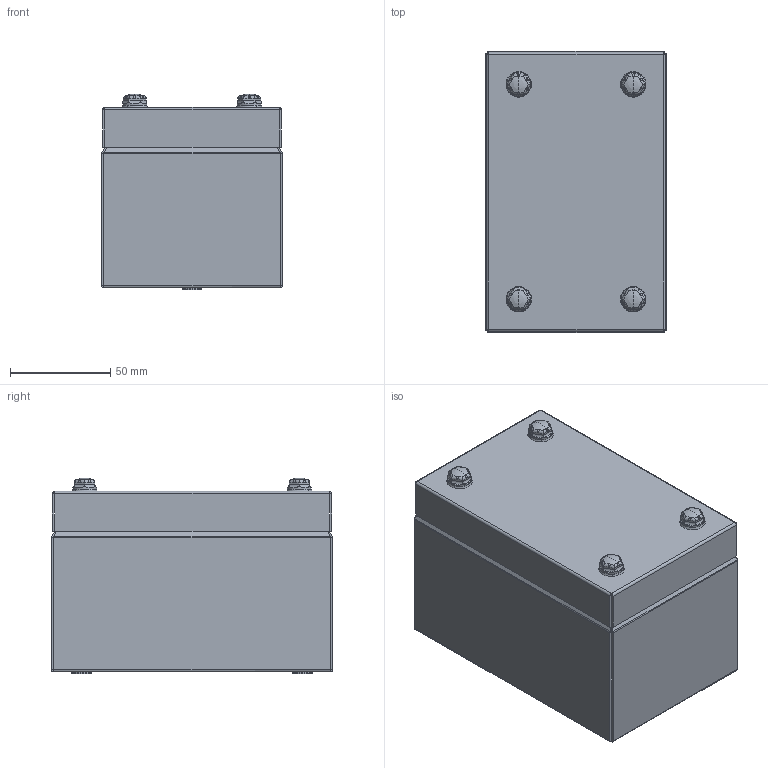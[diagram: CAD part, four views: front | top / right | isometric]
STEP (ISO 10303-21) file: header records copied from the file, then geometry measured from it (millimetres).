
FILE_DESCRIPTION (( 'STEP AP214' ), '1' );
FILE_NAME ('IP-304-T140909_step.stp', '2024-09-13T06:27:23', ( '' ), ( '' ), 'SwSTEP 2.0', 'SolidWorks 2023', '' );
FILE_SCHEMA (( 'AUTOMOTIVE_DESIGN' ));
Length unit declared in the file: millimetre
Products named in the file (1): IP-304-T140909_step
Bounding box: 90 x 140 x 97.6 mm (x, y, z)
Volume: 96609.2 mm3; surface area: 166606.9 mm2
Topology: 35 solids, 35 shells, 1099 faces, 2448 edges, 1446 vertices
Faces by surface type: plane 403, cylinder 290, torus 228, cone 130, bspline 40, sphere 8
Entity records: 38554 total; most frequent: CARTESIAN_POINT 14288, DIRECTION 5045, ORIENTED_EDGE 4872, EDGE_CURVE 2436, AXIS2_PLACEMENT_3D 2025, VERTEX_POINT 1442, EDGE_LOOP 1198, ADVANCED_FACE 1099
